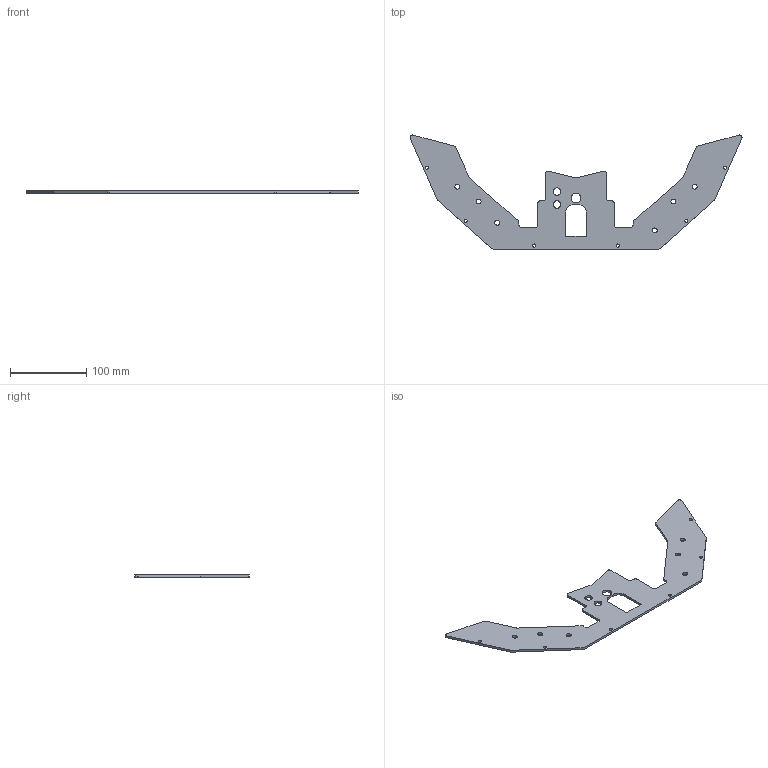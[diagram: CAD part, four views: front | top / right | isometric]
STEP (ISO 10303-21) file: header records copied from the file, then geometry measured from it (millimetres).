
FILE_DESCRIPTION (( 'STEP AP214' ), '1' );
FILE_NAME ('Paroi_carter.STEP', '2021-11-04T14:51:48', ( '' ), ( '' ), 'SwSTEP 2.0', 'SolidWorks 2021', '' );
FILE_SCHEMA (( 'AUTOMOTIVE_DESIGN' ));
Length unit declared in the file: millimetre
Products named in the file (1): Paroi_carter
Bounding box: 436.34 x 149.97 x 3 mm (x, y, z)
Volume: 79072.3 mm3; surface area: 57872.2 mm2
Topology: 1 solids, 1 shells, 85 faces, 249 edges, 166 vertices
Faces by surface type: cylinder 56, plane 29
Entity records: 2973 total; most frequent: DIRECTION 533, CARTESIAN_POINT 501, ORIENTED_EDGE 498, EDGE_CURVE 249, AXIS2_PLACEMENT_3D 198, VERTEX_POINT 166, VECTOR 137, LINE 137
